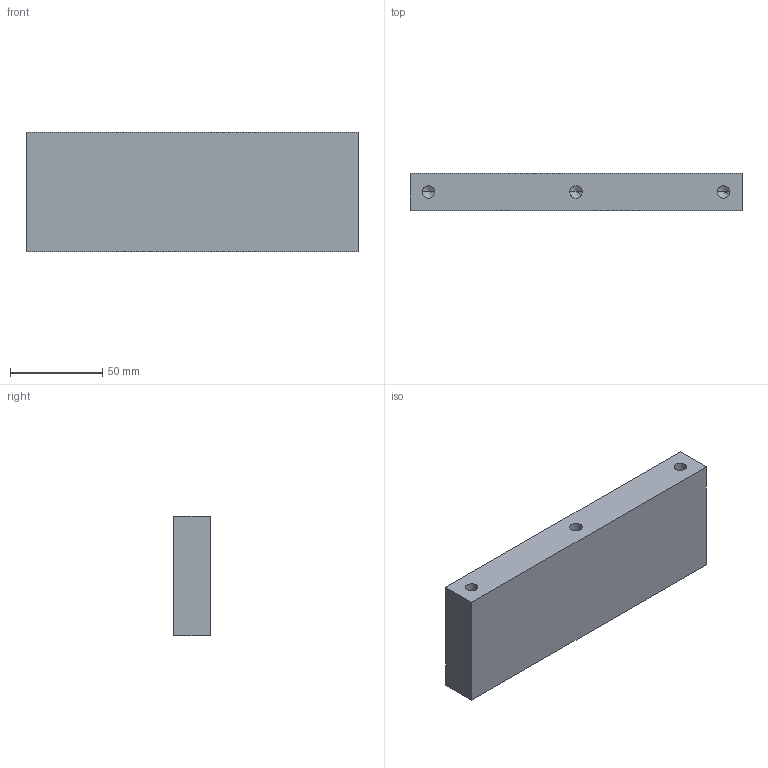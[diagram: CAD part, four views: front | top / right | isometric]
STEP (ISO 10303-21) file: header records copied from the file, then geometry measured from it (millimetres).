
FILE_DESCRIPTION (( 'STEP AP214' ), '1' );
FILE_NAME ('01 - Entretoise plateau.STEP', '2024-06-10T15:53:43', ( '' ), ( '' ), 'SwSTEP 2.0', 'SolidWorks 2022', '' );
FILE_SCHEMA (( 'AUTOMOTIVE_DESIGN' ));
Length unit declared in the file: millimetre
Products named in the file (1): 01 - Entretoise plateau
Bounding box: 180 x 20 x 65 mm (x, y, z)
Volume: 229057.8 mm3; surface area: 36056.2 mm2
Topology: 1 solids, 1 shells, 30 faces, 72 edges, 38 vertices
Faces by surface type: cylinder 12, cone 12, plane 6
Entity records: 946 total; most frequent: DIRECTION 146, CARTESIAN_POINT 129, ORIENTED_EDGE 120, EDGE_CURVE 60, AXIS2_PLACEMENT_3D 55, VERTEX_POINT 38, LINE 36, VECTOR 36
